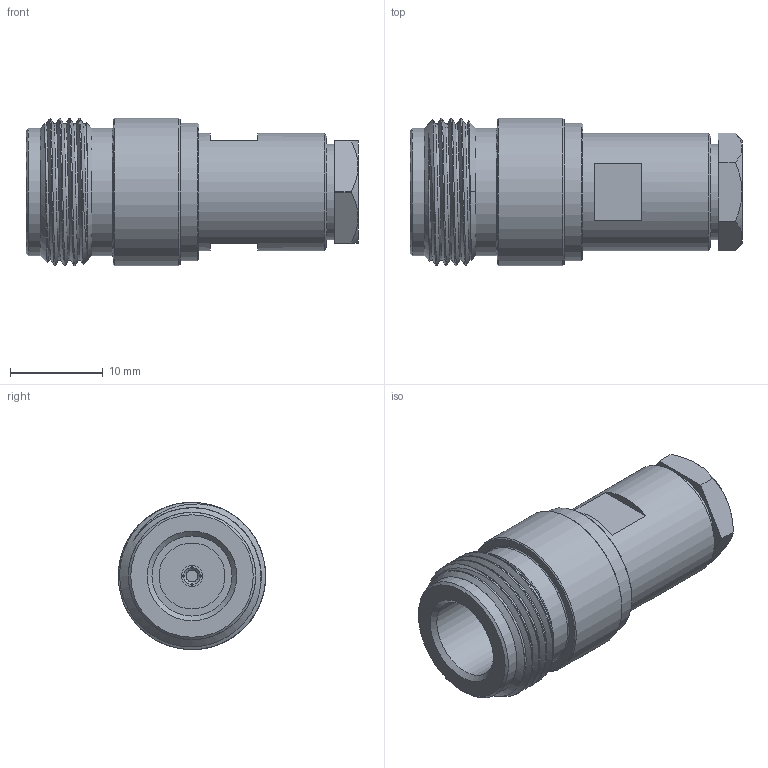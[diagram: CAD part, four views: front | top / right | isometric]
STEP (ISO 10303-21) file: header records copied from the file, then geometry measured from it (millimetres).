
FILE_DESCRIPTION (( 'STEP AP203' ), '1' );
FILE_NAME ('PE4072_3D.step', '2021-02-04T20:34:39', ( '' ), ( '' ), 'SwSTEP 2.0', 'SolidWorks 2018', '' );
FILE_SCHEMA (( 'CONFIG_CONTROL_DESIGN' ));
Length unit declared in the file: inch
Products named in the file (1): PE4072_3D
Bounding box: 35.78 x 15.88 x 15.88 mm (x, y, z)
Volume: 4572.3 mm3; surface area: 2617.6 mm2
Topology: 1 solids, 1 shells, 87 faces, 209 edges, 136 vertices
Faces by surface type: plane 37, cylinder 26, cone 20, bspline 4
Full cylindrical faces by diameter (mm): 1.27 x1, 2.286 x1, 5.7 x1, 7.112 x1, 8.636 x1, 10.326 x1, 12.7 x1, 13.716 x2, 14.859 x1, 15.875 x1
Entity records: 3887 total; most frequent: CARTESIAN_POINT 2016, ORIENTED_EDGE 360, DIRECTION 352, EDGE_CURVE 180, AXIS2_PLACEMENT_3D 152, VERTEX_POINT 128, EDGE_LOOP 120, FACE_OUTER_BOUND 99
